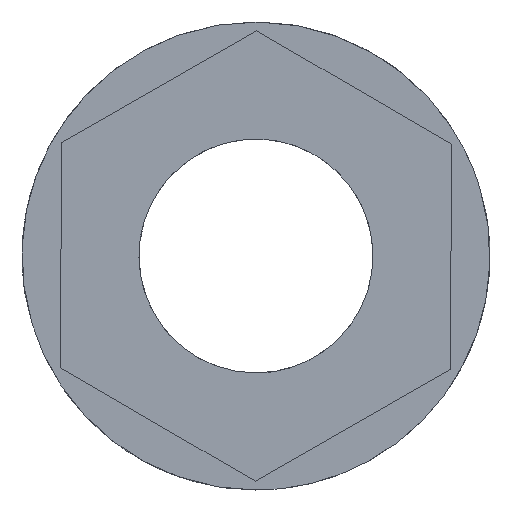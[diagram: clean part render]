
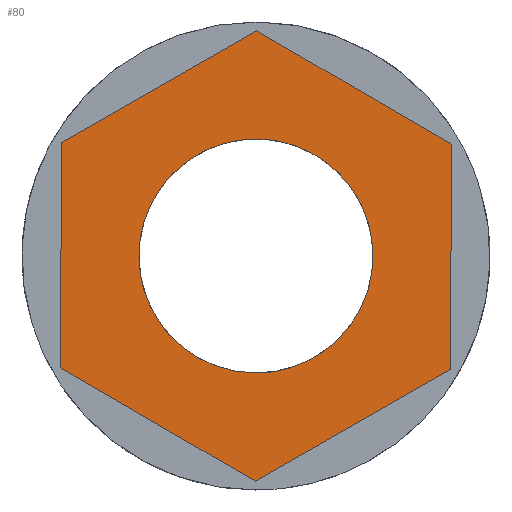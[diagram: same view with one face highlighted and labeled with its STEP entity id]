
A CAD part, left-side view. The second image highlights one B-rep face of the part: STEP entity #80.
In plain terms, the highlighted planar face has unit normal (-1, 0, 0).
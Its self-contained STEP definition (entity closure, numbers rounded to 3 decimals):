
#1=CARTESIAN_POINT('POINT1',(-296.,
   -63.012,-78.843));
#2=VERTEX_POINT('VERTEX1',#1);
#3=CARTESIAN_POINT('POINT2',(-296.,
   -52.991,-84.58));
#4=VERTEX_POINT('VERTEX2',#3);
#5=B_SPLINE_CURVE_WITH_KNOTS('SPLINE_CRV1',1,(#6,#7),.UNSPECIFIED.,.F.,
   .F.,(2,2),(0.,1.),.UNSPECIFIED.);
#6=CARTESIAN_POINT('',(-296.,-63.012,
   -78.843));
#7=CARTESIAN_POINT('',(-296.,-52.991,
   -84.58));
#8=EDGE_CURVE('EDGE1',#2,#4,#5,.T.);
#9=ORIENTED_EDGE('COEDGE1',*,*,#8,.F.);
#10=CARTESIAN_POINT('POINT3',(-296.,
   -63.054,-67.296));
#11=VERTEX_POINT('VERTEX3',#10);
#12=B_SPLINE_CURVE_WITH_KNOTS('SPLINE_CRV2',1,(#13,#14),.UNSPECIFIED.,
   .F.,.F.,(2,2),(0.,1.),.UNSPECIFIED.);
#13=CARTESIAN_POINT('',(-296.,-63.012,
   -78.843));
#14=CARTESIAN_POINT('',(-296.,-63.054,
   -67.296));
#15=EDGE_CURVE('EDGE2',#2,#11,#12,.T.);
#16=ORIENTED_EDGE('COEDGE2',*,*,#15,.T.);
#17=CARTESIAN_POINT('POINT4',(-296.,
   -53.075,-61.486));
#18=VERTEX_POINT('VERTEX4',#17);
#19=B_SPLINE_CURVE_WITH_KNOTS('SPLINE_CRV3',1,(#20,#21),.UNSPECIFIED.,
   .F.,.F.,(2,2),(0.,1.),.UNSPECIFIED.);
#20=CARTESIAN_POINT('',(-296.,-63.054,
   -67.296));
#21=CARTESIAN_POINT('',(-296.,-53.075,
   -61.486));
#22=EDGE_CURVE('EDGE3',#11,#18,#19,.T.);
#23=ORIENTED_EDGE('COEDGE3',*,*,#22,.T.);
#24=CARTESIAN_POINT('POINT5',(-296.,
   -43.054,-67.223));
#25=VERTEX_POINT('VERTEX5',#24);
#26=B_SPLINE_CURVE_WITH_KNOTS('SPLINE_CRV4',1,(#27,#28),.UNSPECIFIED.,
   .F.,.F.,(2,2),(0.,1.),.UNSPECIFIED.);
#27=CARTESIAN_POINT('',(-296.,-53.075,
   -61.486));
#28=CARTESIAN_POINT('',(-296.,-43.054,
   -67.223));
#29=EDGE_CURVE('EDGE4',#18,#25,#26,.T.);
#30=ORIENTED_EDGE('COEDGE4',*,*,#29,.T.);
#31=CARTESIAN_POINT('POINT6',(-296.,
   -43.012,-78.77));
#32=VERTEX_POINT('VERTEX6',#31);
#33=B_SPLINE_CURVE_WITH_KNOTS('SPLINE_CRV5',1,(#34,#35),.UNSPECIFIED.,
   .F.,.F.,(2,2),(0.,1.),.UNSPECIFIED.);
#34=CARTESIAN_POINT('',(-296.,-43.054,
   -67.223));
#35=CARTESIAN_POINT('',(-296.,-43.012,
   -78.77));
#36=EDGE_CURVE('EDGE5',#25,#32,#33,.T.);
#37=ORIENTED_EDGE('COEDGE5',*,*,#36,.T.);
#38=B_SPLINE_CURVE_WITH_KNOTS('SPLINE_CRV6',1,(#39,#40),.UNSPECIFIED.,
   .F.,.F.,(2,2),(0.,1.),.UNSPECIFIED.);
#39=CARTESIAN_POINT('',(-296.,-43.012,
   -78.77));
#40=CARTESIAN_POINT('',(-296.,-52.991,
   -84.58));
#41=EDGE_CURVE('EDGE6',#32,#4,#38,.T.);
#42=ORIENTED_EDGE('COEDGE6',*,*,#41,.T.);
#43=EDGE_LOOP('NONE',(#9,#16,#23,#30,#37,#42));
#44=FACE_BOUND('LOOP1',#43,.T.);
#45=CARTESIAN_POINT('POINT7',(-296.,
   -53.011,-79.033));
#46=VERTEX_POINT('VERTEX7',#45);
#47=CARTESIAN_POINT('POINT8',(-296.,
   -47.296,-71.275));
#48=VERTEX_POINT('VERTEX8',#47);
#49=(BOUNDED_CURVE() B_SPLINE_CURVE(2,(#50,#51,#52),.UNSPECIFIED.,.F.,
   .F.) B_SPLINE_CURVE_WITH_KNOTS((3,3),(0.,0.292)
   ,.UNSPECIFIED.) CURVE() GEOMETRIC_REPRESENTATION_ITEM() 
   RATIONAL_B_SPLINE_CURVE((1.,0.562,
   0.891)) REPRESENTATION_ITEM('SPLINE_CRV7'));
#50=CARTESIAN_POINT('',(-296.,-53.011,
   -79.033));
#51=CARTESIAN_POINT('',(-296.,-44.928,
   -79.003));
#52=CARTESIAN_POINT('',(-296.,-47.296,
   -71.275));
#53=EDGE_CURVE('EDGE7',#46,#48,#49,.T.);
#54=ORIENTED_EDGE('COEDGE7',*,*,#53,.T.);
#55=CARTESIAN_POINT('POINT9',(-296.,
   -58.77,-74.791));
#56=VERTEX_POINT('VERTEX9',#55);
#57=(BOUNDED_CURVE() B_SPLINE_CURVE(2,(#58,#59,#60,#61,#62,#63,#64),
   .UNSPECIFIED.,.F.,.F.) B_SPLINE_CURVE_WITH_KNOTS((3,2,2,3),(
   0.292,0.333,0.667,
   0.8),.UNSPECIFIED.) CURVE() GEOMETRIC_REPRESENTATION_ITEM() 
   RATIONAL_B_SPLINE_CURVE((0.891,0.938,
   1.,0.5,1.,0.8,0.76)) REPRESENTATION_ITEM(
   'SPLINE_CRV8'));
#58=CARTESIAN_POINT('',(-296.,-47.296,
   -71.275));
#59=CARTESIAN_POINT('',(-296.,-47.499,
   -70.613));
#60=CARTESIAN_POINT('',(-296.,-47.848,
   -70.014));
#61=CARTESIAN_POINT('',(-296.,-53.077,
   -61.033));
#62=CARTESIAN_POINT('',(-296.,-58.24,
   -70.052));
#63=CARTESIAN_POINT('',(-296.,-59.531,
   -72.307));
#64=CARTESIAN_POINT('',(-296.,-58.77,
   -74.791));
#65=EDGE_CURVE('EDGE8',#48,#56,#57,.T.);
#66=ORIENTED_EDGE('COEDGE8',*,*,#65,.T.);
#67=(BOUNDED_CURVE() B_SPLINE_CURVE(2,(#68,#69,#70),.UNSPECIFIED.,.F.,
   .F.) B_SPLINE_CURVE_WITH_KNOTS((3,3),(0.8,1.),
   .UNSPECIFIED.) CURVE() GEOMETRIC_REPRESENTATION_ITEM() 
   RATIONAL_B_SPLINE_CURVE((0.76,0.7,1.)) 
   REPRESENTATION_ITEM('SPLINE_CRV9'));
#68=CARTESIAN_POINT('',(-296.,-58.77,
   -74.791));
#69=CARTESIAN_POINT('',(-296.,-57.465,
   -79.049));
#70=CARTESIAN_POINT('',(-296.,-53.011,
   -79.033));
#71=EDGE_CURVE('EDGE9',#56,#46,#67,.T.);
#72=ORIENTED_EDGE('COEDGE9',*,*,#71,.T.);
#73=EDGE_LOOP('NONE',(#54,#66,#72));
#74=FACE_BOUND('LOOP1',#73,.T.);
#75=CARTESIAN_POINT('POS1',(-296.,
   -53.033,-73.033));
#76=DIRECTION('DIR1',(-1.,0.,
   0.));
#77=DIRECTION('DIR2',(0.,1.,
   0.));
#78=AXIS2_PLACEMENT_3D('AXIS1',#75,#76,#77);
#79=PLANE('PLANE1',#78);
#80=ADVANCED_FACE('FACE1',(#44,#74),#79,.T.);
